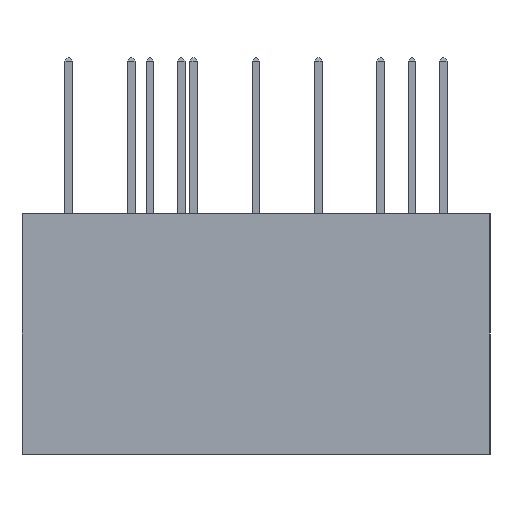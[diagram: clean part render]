
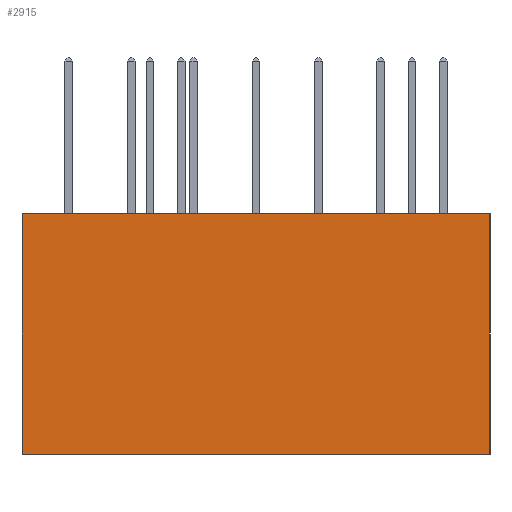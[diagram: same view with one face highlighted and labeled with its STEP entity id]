
A CAD part, left-side view. The second image highlights one B-rep face of the part: STEP entity #2915.
In plain terms, the highlighted face is planar.
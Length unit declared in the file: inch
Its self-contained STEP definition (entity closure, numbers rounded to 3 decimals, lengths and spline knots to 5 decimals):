
#2852=CARTESIAN_POINT('',(2.215,0.75,0.395));
#2853=VERTEX_POINT('',#2852);
#2860=CARTESIAN_POINT('',(2.215,0.75,-0.375));
#2861=VERTEX_POINT('',#2860);
#2862=CARTESIAN_POINT('',(2.215,0.75,-0.375));
#2863=DIRECTION('',(0.0,0.0,1.0));
#2864=VECTOR('',#2863,0.77);
#2865=LINE('',#2862,#2864);
#2866=EDGE_CURVE('',#2861,#2853,#2865,.T.);
#2885=CARTESIAN_POINT('',(2.215,0.75,-0.375));
#2886=DIRECTION('',(1.0,0.0,0.0));
#2887=DIRECTION('',(0.0,0.0,-1.0));
#2888=AXIS2_PLACEMENT_3D('',#2885,#2886,#2887);
#2889=PLANE('',#2888);
#2890=CARTESIAN_POINT('',(2.215,-0.75,0.395));
#2891=VERTEX_POINT('',#2890);
#2892=CARTESIAN_POINT('',(2.215,0.75,0.395));
#2893=DIRECTION('',(0.0,-1.0,0.0));
#2894=VECTOR('',#2893,1.5);
#2895=LINE('',#2892,#2894);
#2896=EDGE_CURVE('',#2853,#2891,#2895,.T.);
#2897=ORIENTED_EDGE('',*,*,#2896,.T.);
#2898=CARTESIAN_POINT('',(2.215,-0.75,-0.375));
#2899=VERTEX_POINT('',#2898);
#2900=CARTESIAN_POINT('',(2.215,-0.75,-0.375));
#2901=DIRECTION('',(0.0,0.0,1.0));
#2902=VECTOR('',#2901,0.77);
#2903=LINE('',#2900,#2902);
#2904=EDGE_CURVE('',#2899,#2891,#2903,.T.);
#2905=ORIENTED_EDGE('',*,*,#2904,.F.);
#2906=CARTESIAN_POINT('',(2.215,0.75,-0.375));
#2907=DIRECTION('',(0.0,-1.0,0.0));
#2908=VECTOR('',#2907,1.5);
#2909=LINE('',#2906,#2908);
#2910=EDGE_CURVE('',#2861,#2899,#2909,.T.);
#2911=ORIENTED_EDGE('',*,*,#2910,.F.);
#2912=ORIENTED_EDGE('',*,*,#2866,.T.);
#2913=EDGE_LOOP('',(#2897,#2905,#2911,#2912));
#2914=FACE_OUTER_BOUND('',#2913,.T.);
#2915=ADVANCED_FACE('',(#2914),#2889,.T.);
